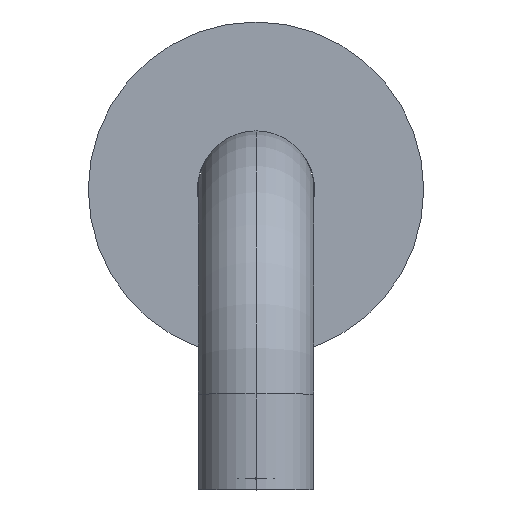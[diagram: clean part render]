
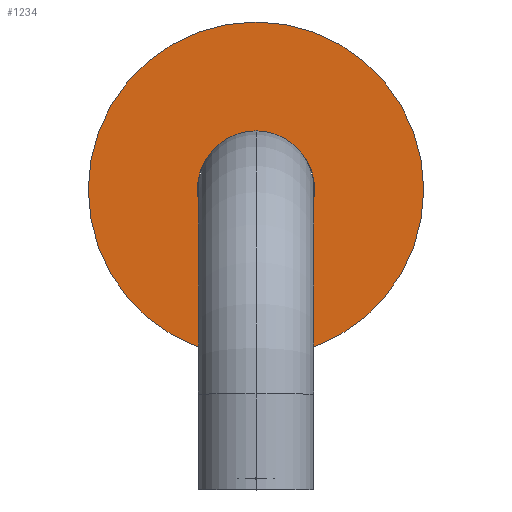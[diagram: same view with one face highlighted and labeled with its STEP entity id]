
A CAD part, top view. The second image highlights one B-rep face of the part: STEP entity #1234.
In plain terms, the highlighted planar face has unit normal (0, 0, 1).
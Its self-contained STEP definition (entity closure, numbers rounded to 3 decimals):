
#1129=CARTESIAN_POINT('',(0.,0.,2.));
#1130=DIRECTION('',(0.,0.,-1.));
#1131=DIRECTION('',(1.,0.,0.));
#1132=AXIS2_PLACEMENT_3D('',#1129,#1130,#1131);
#1134=CARTESIAN_POINT('',(0.,0.,2.));
#1135=DIRECTION('',(0.,0.,-1.));
#1136=DIRECTION('',(-1.,0.,0.));
#1137=AXIS2_PLACEMENT_3D('',#1134,#1135,#1136);
#1139=CARTESIAN_POINT('',(0.,0.,2.));
#1140=DIRECTION('',(0.,0.,1.));
#1141=DIRECTION('',(1.,0.,0.));
#1142=AXIS2_PLACEMENT_3D('',#1139,#1140,#1141);
#1144=CARTESIAN_POINT('',(0.,0.,2.));
#1145=DIRECTION('',(0.,0.,1.));
#1146=DIRECTION('',(-1.,0.,0.));
#1147=AXIS2_PLACEMENT_3D('',#1144,#1145,#1146);
#1161=CARTESIAN_POINT('',(12.25,0.,2.));
#1162=CARTESIAN_POINT('',(-12.25,0.,2.));
#1163=VERTEX_POINT('',#1161);
#1164=VERTEX_POINT('',#1162);
#1169=CARTESIAN_POINT('',(35.,0.,2.));
#1170=CARTESIAN_POINT('',(-35.,0.,2.));
#1171=VERTEX_POINT('',#1169);
#1172=VERTEX_POINT('',#1170);
#1219=CARTESIAN_POINT('',(0.,0.,2.));
#1220=DIRECTION('',(0.,0.,1.));
#1221=DIRECTION('',(1.,0.,0.));
#1222=AXIS2_PLACEMENT_3D('',#1219,#1220,#1221);
#1223=PLANE('',#1222);
#1225=ORIENTED_EDGE('',*,*,#1224,.F.);
#1227=ORIENTED_EDGE('',*,*,#1226,.F.);
#1228=EDGE_LOOP('',(#1225,#1227));
#1229=FACE_OUTER_BOUND('',#1228,.F.);
#1230=ORIENTED_EDGE('',*,*,#1199,.F.);
#1231=ORIENTED_EDGE('',*,*,#1213,.F.);
#1232=EDGE_LOOP('',(#1230,#1231));
#1233=FACE_BOUND('',#1232,.F.);
#1234=ADVANCED_FACE('',(#1229,#1233),#1223,.T.);
#1133=CIRCLE('',#1132,12.25);
#1138=CIRCLE('',#1137,12.25);
#1143=CIRCLE('',#1142,35.);
#1148=CIRCLE('',#1147,35.);
#1199=EDGE_CURVE('',#1163,#1164,#1133,.T.);
#1213=EDGE_CURVE('',#1164,#1163,#1138,.T.);
#1224=EDGE_CURVE('',#1171,#1172,#1143,.T.);
#1226=EDGE_CURVE('',#1172,#1171,#1148,.T.);
